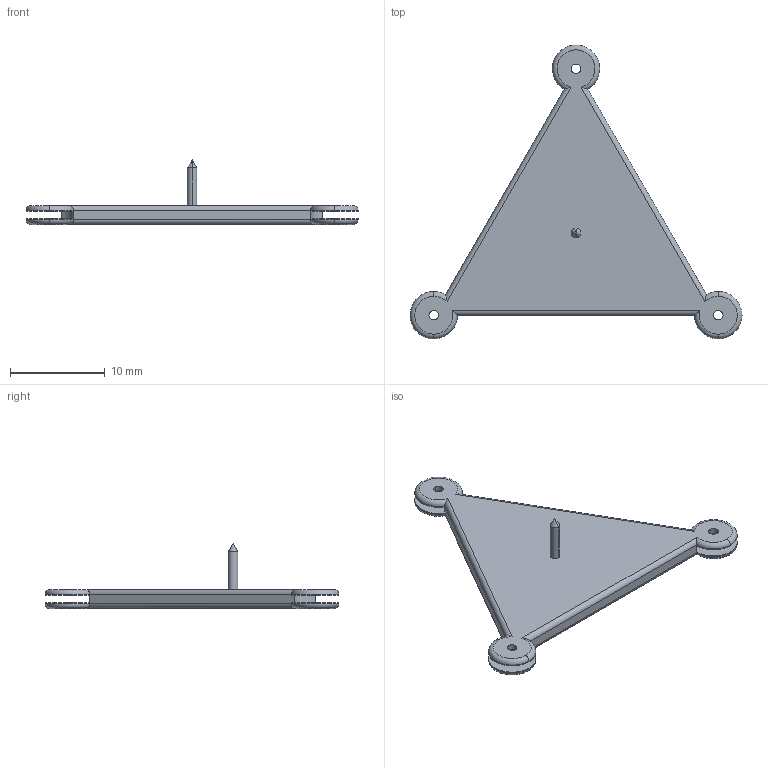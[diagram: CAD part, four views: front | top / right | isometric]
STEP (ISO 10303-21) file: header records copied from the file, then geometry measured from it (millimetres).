
FILE_DESCRIPTION (( 'STEP AP203' ), '1' );
FILE_NAME ('bandong_Default_sldprt.STEP', '2025-04-14T17:17:54', ( '' ), ( '' ), 'SwSTEP 2.0', 'SolidWorks 2018', '' );
FILE_SCHEMA (( 'CONFIG_CONTROL_DESIGN' ));
Length unit declared in the file: millimetre
Products named in the file (1): bandong_Default_sldprt
Bounding box: 35 x 30.98 x 6.87 mm (x, y, z)
Volume: 818.8 mm3; surface area: 1164.9 mm2
Topology: 1 solids, 1 shells, 67 faces, 161 edges, 95 vertices
Faces by surface type: cylinder 40, torus 14, plane 11, cone 2
Entity records: 2173 total; most frequent: CARTESIAN_POINT 479, DIRECTION 373, ORIENTED_EDGE 318, EDGE_CURVE 159, AXIS2_PLACEMENT_3D 158, VERTEX_POINT 95, CIRCLE 90, EDGE_LOOP 80
